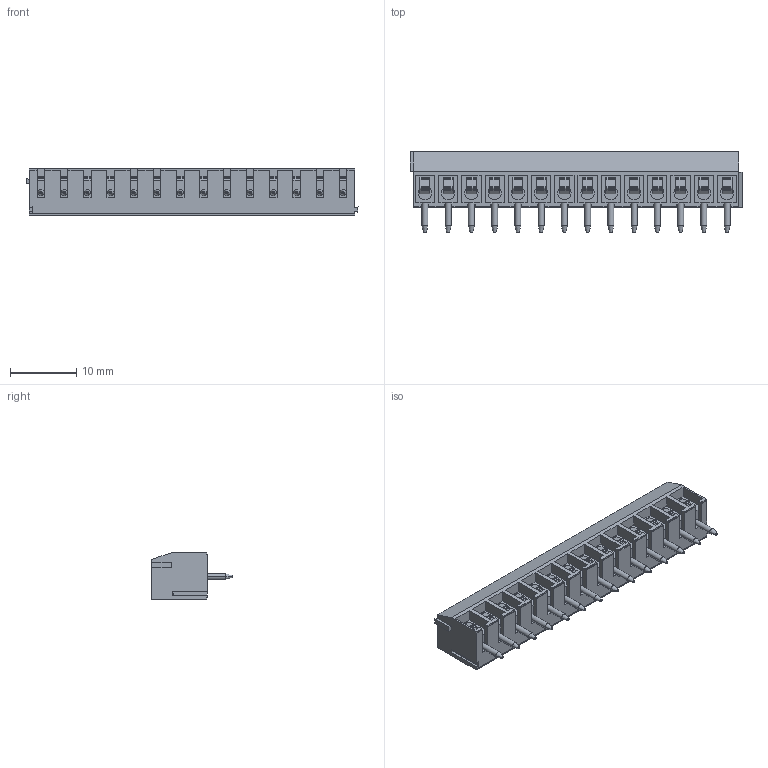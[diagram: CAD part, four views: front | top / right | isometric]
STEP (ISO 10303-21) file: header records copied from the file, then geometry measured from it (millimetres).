
FILE_DESCRIPTION(('STEP AP214'),'1');
FILE_NAME('terminal_blocks_a-tb350-te14.stp','2016-06-29T23:56:26',('TraceParts'),('TraceParts S.A.'),'Spatial InterOp 3D',' ',' ');
FILE_SCHEMA(('automotive_design'));
Length unit declared in the file: millimetre
Products named in the file (1): 1
Bounding box: 49.99 x 12.19 x 7 mm (x, y, z)
Volume: 2111.8 mm3; surface area: 3291.5 mm2
Topology: 1 solids, 1 shells, 855 faces, 2269 edges, 1470 vertices
Faces by surface type: plane 687, cylinder 112, cone 56
Entity records: 32779 total; most frequent: CARTESIAN_POINT 4567, ORIENTED_EDGE 4482, DIRECTION 4233, EDGE_CURVE 2241, LINE 1961, VECTOR 1961, VERTEX_POINT 1470, AXIS2_PLACEMENT_3D 1136
